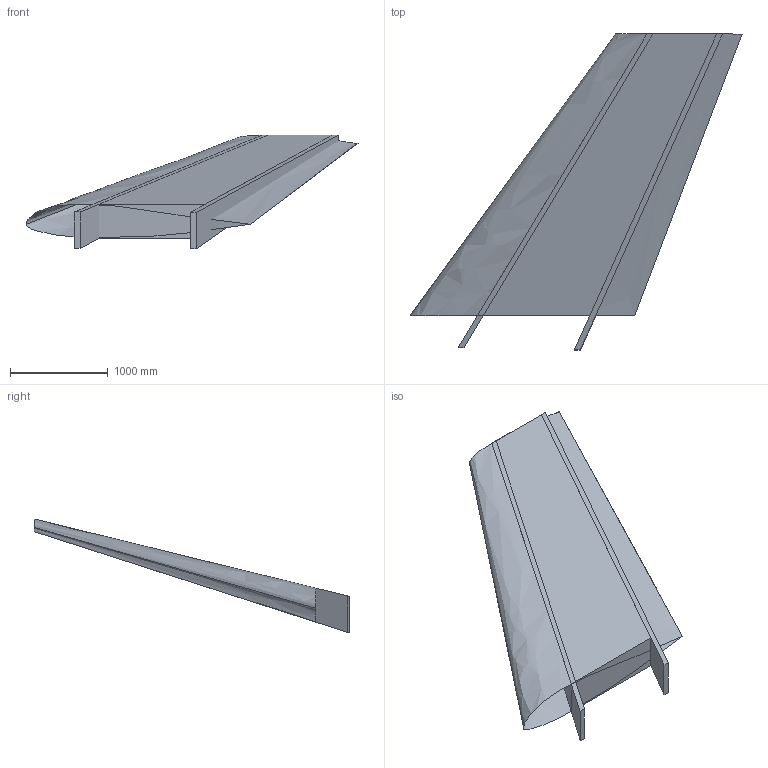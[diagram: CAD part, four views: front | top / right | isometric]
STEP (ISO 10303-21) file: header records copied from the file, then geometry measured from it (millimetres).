
FILE_DESCRIPTION(/* description */ ('STEP AP214'),/* implementation_level */ '2;1');
FILE_NAME(/* name */ '667c4b872134d456ec2d503e',/* time_stamp */ '2024-06-26T17:10:32Z',/* author */ (''),/* organization */ (''),/* preprocessor_version */ 'ST-DEVELOPER v20',/* originating_system */ ' ',/* authorisation */ ' ');
FILE_SCHEMA (('AUTOMOTIVE_DESIGN {1 0 10303 214 3 1 1}'));
Length unit declared in the file: metre
Products named in the file (23): Curve 12; Curve 11; Curve 10; Curve 9; Curve 7; Curve 5; Curve 3; Curve 8; Curve 6; Curve 4; Curve 2; Surface 9; Surface 8; Curve 1; Part 2; Surface 7; Part 1; Surface 6; box_fwd; box_bottom; box_aft; box_top; box_root
Bounding box: 3397.62 x 3232.12 x 1166.44 mm (x, y, z)
Volume: 97499706.1 mm3; surface area: 25055664.3 mm2
Topology: 2 solids, 11 shells, 21 faces, 72 edges, 76 vertices
Faces by surface type: plane 19, bspline 2
Entity records: 2846 total; most frequent: CARTESIAN_POINT 1603, DIRECTION 142, ORIENTED_EDGE 84, EDGE_CURVE 60, LINE 58, VECTOR 58, VERTEX_POINT 52, AXIS2_PLACEMENT_3D 42
